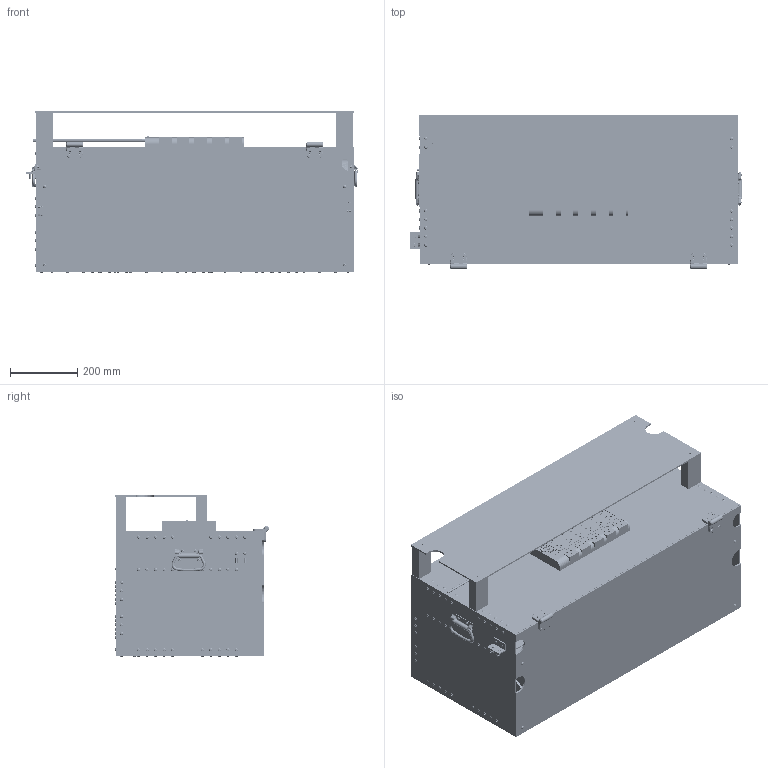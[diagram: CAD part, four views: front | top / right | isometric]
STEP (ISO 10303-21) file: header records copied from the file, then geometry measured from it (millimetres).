
FILE_DESCRIPTION(/* description */ ('STEP AP242','CAx-IF Rec.Pracs.---Representation and Presentation of Product Manufacturing Information (PMI)---4.0---2014-10-13','CAx-IF Rec.Pracs.---3D Tessellated Geometry---0.4---2014-09-14','2;1'),/* implementation_level */ '2;1');
FILE_NAME(/* name */ '669484c79f600157da5abc00',/* time_stamp */ '2024-07-15T02:09:13Z',/* author */ (''),/* organization */ (''),/* preprocessor_version */ 'ST-DEVELOPER v20',/* originating_system */ ' ',/* authorisation */ ' ');
FILE_SCHEMA (('AP242_MANAGED_MODEL_BASED_3D_ENGINEERING_MIM_LF { 1 0 10303 442 1 1 4 }'));
Products named in the file (58): Assembly 1; Part 1; Rivet; Holder; B5 Bottom; Hex machine screw nut #8-32; Right Side; Back Side; Socket button head cap screw #8-32 x 0.4375; Sliding Mech; Part 2; Power Strip; Part 3; B2 Back; Hex machine screw nut #10-32; Top; Large Door; Part 24; Socket button head cap screw #10-32 x 1.5; B4 Back; Part 23; B1 Back; Storage Container; Socket button head cap screw #10-32 x 0.5; Bottom; Clevis Holder; Countersunk Bolt #10-32 x 0.75; Grounded; B2 Top; B2 Bottom; B3 Bottom; B6 Bottom; B3 Top; B4 Bottom; B1 Top; B7 Top; B1 Bottom; Small Door; B3 Back; Part 17 ...
Assembly tree (449 placements, depth 2):
  Assembly 1
    Part 1  x4
    Rivet  x208
    Holder  x4
    B5 Bottom
    Hex machine screw nut #8-32  x38
    Part 1  x19
    Right Side
    Back Side
    Socket button head cap screw #8-32 x 0.4375  x38
    Sliding Mech  x19
    Part 2
    Power Strip
    Part 3  x3
    B2 Back
    Hex machine screw nut #10-32  x20
    Sliding Mech  x19
    Top
    Large Door  x2
    Part 2  x2
    Part 24
    Socket button head cap screw #10-32 x 1.5  x4
    B4 Back
    Part 23
    B1 Back
    Storage Container  x3
    Socket button head cap screw #10-32 x 0.5  x8
    Part 3  x2
    Bottom  x2
    Clevis Holder
    Countersunk Bolt #10-32 x 0.75  x8
    Part 1
    Grounded
    B2 Top
    B2 Bottom
    Part 2  x2
    B3 Bottom
    B6 Bottom
    Part 1  x2
    B3 Top
    Part 1  x4
    B4 Bottom
    B1 Top
    B7 Top  x2
    B1 Bottom
    Small Door
    B3 Back
    Part 17
    B7 Bottom
    Left Side
    Shelf
    Part 1
    B4 Top
    Part 18
    B6 Top
    Part 1  x2
    Protected
    Switch
Bounding box: 990.58 x 460.22 x 483.92 mm (x, y, z)
Volume: 26139942.4 mm3; surface area: 10576243.8 mm2
Topology: 449 solids, 457 shells, 7978 faces, 18081 edges, 11600 vertices
Faces by surface type: plane 4769, cylinder 1856, cone 620, torus 308, sphere 258, bspline 167
Full cylindrical faces by diameter (mm): 2.388 x4, 3.302 x38, 3.572 x208, 3.81 x208, 3.962 x20, 4.166 x38, 4.445 x114, 4.763 x208, 4.826 x20, 4.953 x16, 5.004 x10, 5.08 x489, 5.105 x8, 6.35 x15, 7.62 x8, 7.925 x38, 7.938 x8, 8.89 x16, 9.169 x12, 9.652 x4, 10.16 x58, 12.7 x8, 15.24 x8, 20.32 x4, 22.225 x3, 25.4 x3
Entity records: 70597 total; most frequent: CARTESIAN_POINT 14217, DIRECTION 11058, ORIENTED_EDGE 9806, EDGE_CURVE 4903, AXIS2_PLACEMENT_3D 3925, FACE_BOUND 3884, EDGE_LOOP 3879, VERTEX_POINT 3583
